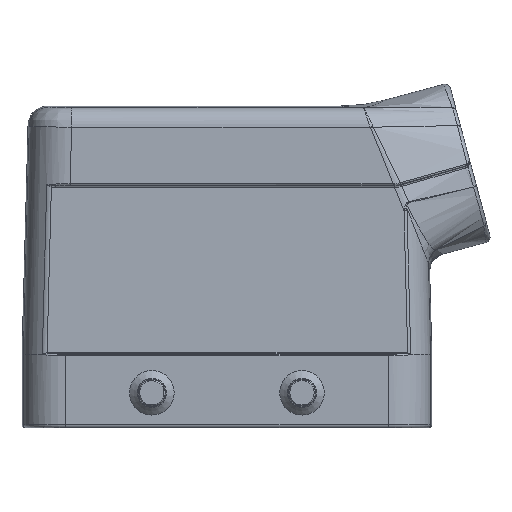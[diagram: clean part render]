
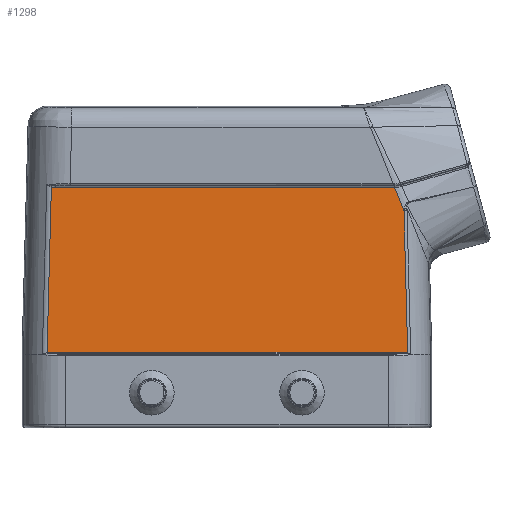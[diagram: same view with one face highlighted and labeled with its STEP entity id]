
A CAD part, front view. The second image highlights one B-rep face of the part: STEP entity #1298.
In plain terms, the highlighted planar face has unit normal (0, -1, 0.015).
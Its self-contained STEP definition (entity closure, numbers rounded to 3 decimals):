
#923=FACE_OUTER_BOUND('',#1965,.T.);
#1298=ADVANCED_FACE('',(#923),#1713,.T.);
#1713=PLANE('',#10273);
#1965=EDGE_LOOP('',(#2791,#2792,#2793,#2794,#2795,#2796,#2797,#2798));
#2791=ORIENTED_EDGE('',*,*,#5278,.T.);
#2792=ORIENTED_EDGE('',*,*,#5279,.T.);
#2793=ORIENTED_EDGE('',*,*,#5280,.T.);
#2794=ORIENTED_EDGE('',*,*,#5281,.T.);
#2795=ORIENTED_EDGE('',*,*,#5282,.T.);
#2796=ORIENTED_EDGE('',*,*,#5283,.T.);
#2797=ORIENTED_EDGE('',*,*,#5284,.T.);
#2798=ORIENTED_EDGE('',*,*,#5285,.T.);
#4689=VERTEX_POINT('',#14549);
#4690=VERTEX_POINT('',#14550);
#4691=VERTEX_POINT('',#14555);
#4692=VERTEX_POINT('',#14557);
#4693=VERTEX_POINT('',#14562);
#4694=VERTEX_POINT('',#14564);
#4695=VERTEX_POINT('',#14572);
#4696=VERTEX_POINT('',#14574);
#5278=EDGE_CURVE('',#4689,#4690,#8194,.T.);
#5279=EDGE_CURVE('',#4690,#4691,#6531,.T.);
#5280=EDGE_CURVE('',#4691,#4692,#8195,.T.);
#5281=EDGE_CURVE('',#4692,#4693,#6532,.T.);
#5282=EDGE_CURVE('',#4693,#4694,#8196,.T.);
#5283=EDGE_CURVE('',#4694,#4695,#6533,.T.);
#5284=EDGE_CURVE('',#4695,#4696,#8197,.T.);
#5285=EDGE_CURVE('',#4696,#4689,#6534,.T.);
#6531=B_SPLINE_CURVE_WITH_KNOTS('',3,(#14551,#14552,#14553,#14554),
 .UNSPECIFIED.,.F.,.F.,(4,4),(0.,1.),.UNSPECIFIED.);
#6532=B_SPLINE_CURVE_WITH_KNOTS('',3,(#14558,#14559,#14560,#14561),
 .UNSPECIFIED.,.F.,.F.,(4,4),(0.,1.),.UNSPECIFIED.);
#6533=B_SPLINE_CURVE_WITH_KNOTS('',3,(#14565,#14566,#14567,#14568,#14569,
#14570,#14571),.UNSPECIFIED.,.F.,.F.,(4,3,4),(0.,0.369,1.),
 .UNSPECIFIED.);
#6534=B_SPLINE_CURVE_WITH_KNOTS('',3,(#14575,#14576,#14577,#14578,#14579,
#14580,#14581,#14582,#14583,#14584,#14585,#14586,#14587,#14588,#14589,#14590),
 .UNSPECIFIED.,.F.,.F.,(4,3,3,3,3,4),(0.,0.045,0.339,
0.634,0.909,1.),.UNSPECIFIED.);
#8194=LINE('',#14548,#8740);
#8195=LINE('',#14556,#8741);
#8196=LINE('',#14563,#8742);
#8197=LINE('',#14573,#8743);
#8740=VECTOR('',#11034,1.);
#8741=VECTOR('',#11035,1.);
#8742=VECTOR('',#11036,1.);
#8743=VECTOR('',#11037,1.);
#10273=AXIS2_PLACEMENT_3D('',#14591,#11038,#11039);
#11034=DIRECTION('',(-1.,0.,0.));
#11035=DIRECTION('',(-0.026,-0.015,-1.));
#11036=DIRECTION('',(1.,0.,0.));
#11037=DIRECTION('',(-0.026,0.015,1.));
#11038=DIRECTION('',(0.,-1.,0.015));
#11039=DIRECTION('',(0.,-0.015,-1.));
#14548=CARTESIAN_POINT('',(-30.969,-20.063,33.419));
#14549=CARTESIAN_POINT('',(29.693,-20.063,33.419));
#14550=CARTESIAN_POINT('',(-30.398,-20.063,33.419));
#14551=CARTESIAN_POINT('',(-30.398,-20.063,33.419));
#14552=CARTESIAN_POINT('',(-30.636,-20.063,33.419));
#14553=CARTESIAN_POINT('',(-30.873,-20.063,33.434));
#14554=CARTESIAN_POINT('',(-31.103,-20.062,33.5));
#14555=CARTESIAN_POINT('',(-31.103,-20.062,33.5));
#14556=CARTESIAN_POINT('',(-31.822,-20.471,5.793));
#14557=CARTESIAN_POINT('',(-31.863,-20.495,4.205));
#14558=CARTESIAN_POINT('',(-31.863,-20.495,4.205));
#14559=CARTESIAN_POINT('',(-31.654,-20.494,4.26));
#14560=CARTESIAN_POINT('',(-31.434,-20.494,4.275));
#14561=CARTESIAN_POINT('',(-31.218,-20.494,4.275));
#14562=CARTESIAN_POINT('',(-31.218,-20.494,4.275));
#14563=CARTESIAN_POINT('',(31.764,-20.494,4.275));
#14564=CARTESIAN_POINT('',(31.218,-20.494,4.275));
#14565=CARTESIAN_POINT('',(31.218,-20.494,4.275));
#14566=CARTESIAN_POINT('',(31.317,-20.494,4.275));
#14567=CARTESIAN_POINT('',(31.417,-20.494,4.271));
#14568=CARTESIAN_POINT('',(31.516,-20.494,4.263));
#14569=CARTESIAN_POINT('',(31.684,-20.494,4.248));
#14570=CARTESIAN_POINT('',(31.854,-20.494,4.219));
#14571=CARTESIAN_POINT('',(32.012,-20.495,4.157));
#14572=CARTESIAN_POINT('',(32.012,-20.495,4.157));
#14573=CARTESIAN_POINT('',(32.018,-20.499,3.916));
#14574=CARTESIAN_POINT('',(31.36,-20.124,29.273));
#14575=CARTESIAN_POINT('',(31.36,-20.124,29.273));
#14576=CARTESIAN_POINT('',(31.336,-20.123,29.335));
#14577=CARTESIAN_POINT('',(31.313,-20.122,29.397));
#14578=CARTESIAN_POINT('',(31.289,-20.122,29.459));
#14579=CARTESIAN_POINT('',(31.13,-20.116,29.869));
#14580=CARTESIAN_POINT('',(30.973,-20.109,30.279));
#14581=CARTESIAN_POINT('',(30.813,-20.103,30.688));
#14582=CARTESIAN_POINT('',(30.653,-20.097,31.096));
#14583=CARTESIAN_POINT('',(30.49,-20.091,31.504));
#14584=CARTESIAN_POINT('',(30.324,-20.085,31.911));
#14585=CARTESIAN_POINT('',(30.169,-20.08,32.29));
#14586=CARTESIAN_POINT('',(30.011,-20.074,32.669));
#14587=CARTESIAN_POINT('',(29.852,-20.069,33.046));
#14588=CARTESIAN_POINT('',(29.799,-20.067,33.171));
#14589=CARTESIAN_POINT('',(29.746,-20.065,33.295));
#14590=CARTESIAN_POINT('',(29.693,-20.063,33.419));
#14591=CARTESIAN_POINT('',(36.3,-20.497,4.027));
